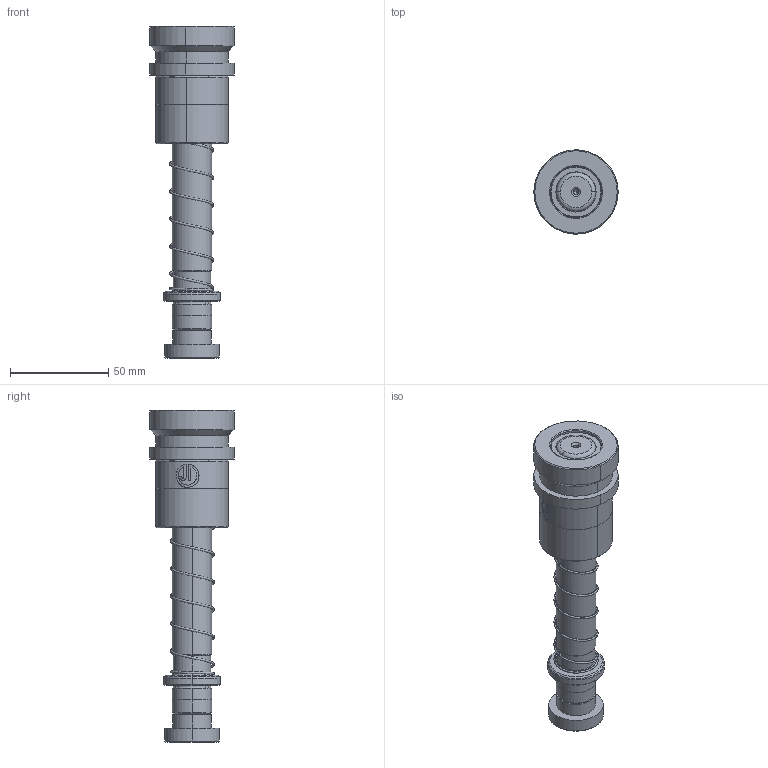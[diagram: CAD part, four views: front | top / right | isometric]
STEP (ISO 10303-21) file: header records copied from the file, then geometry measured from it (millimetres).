
FILE_DESCRIPTION (( 'STEP AP214' ), '1' );
FILE_NAME ('HTSH(HTJH)-D20-L140(BL-60).STEP', '2021-08-31T02:38:25', ( '' ), ( '' ), 'SwSTEP 2.0', 'SolidWorks 2016', '' );
FILE_SCHEMA (( 'AUTOMOTIVE_DESIGN' ));
Length unit declared in the file: millimetre
Products named in the file (191): BALL-D3; TRP蹟簽D20; BSH25.5-20.5-L50; BSH-D25.5-20.5-50郪蚾; TRP-D20-L140; HTSH(HTJH)-D20-L140(BL-60); TRB20-35-25; HWP-D22.5-d20.5-L80
Assembly tree (185 placements, depth 3):
  BALL-D3
  BALL-D3
  BALL-D3
  BALL-D3
  BALL-D3
Bounding box: 42.99 x 42.99 x 169.22 mm (x, y, z)
Volume: 100893.9 mm3; surface area: 46549.8 mm2
Topology: 181 solids, 181 shells, 838 faces, 3513 edges, 2330 vertices
Faces by surface type: sphere 704, cylinder 46, cone 34, plane 26, torus 14, bspline 14
Entity records: 36210 total; most frequent: CARTESIAN_POINT 20307, ORIENTED_EDGE 2784, DIRECTION 2442, EDGE_CURVE 1392, AXIS2_PLACEMENT_3D 1167, VERTEX_POINT 910, EDGE_LOOP 840, B_SPLINE_CURVE_WITH_KNOTS 785
